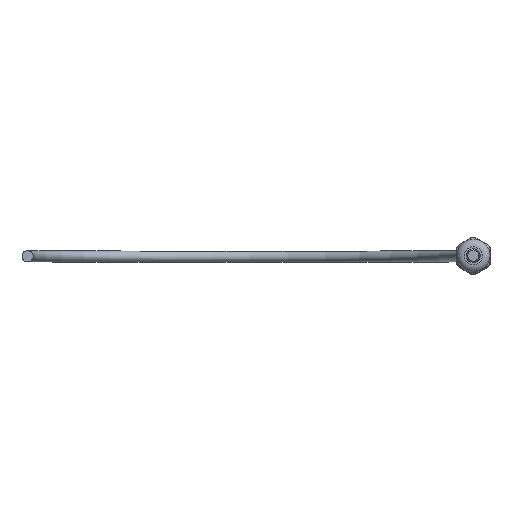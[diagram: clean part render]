
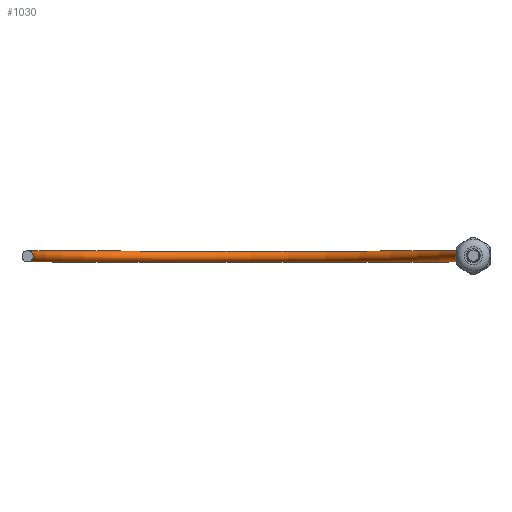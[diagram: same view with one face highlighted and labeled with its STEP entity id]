
A CAD part, top view. The second image highlights one B-rep face of the part: STEP entity #1030.
In plain terms, the highlighted toroidal (fillet/blend) face has major radius 100 mm and minor radius 2.5 mm.
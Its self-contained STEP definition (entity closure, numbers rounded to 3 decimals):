
#251=FACE_OUTER_BOUND('',#322,.T.);
#322=EDGE_LOOP('',(#724,#725,#726,#727));
#404=CIRCLE('',#1143,2.5);
#405=CIRCLE('',#1144,97.5);
#406=CIRCLE('',#1145,2.5);
#480=VERTEX_POINT('',#1670);
#481=VERTEX_POINT('',#1672);
#574=EDGE_CURVE('',#480,#480,#404,.T.);
#575=EDGE_CURVE('',#480,#481,#405,.T.);
#576=EDGE_CURVE('',#481,#481,#406,.T.);
#724=ORIENTED_EDGE('',*,*,#574,.F.);
#725=ORIENTED_EDGE('',*,*,#575,.T.);
#726=ORIENTED_EDGE('',*,*,#576,.F.);
#727=ORIENTED_EDGE('',*,*,#575,.F.);
#1024=TOROIDAL_SURFACE('',#1142,100.,2.5);
#1030=ADVANCED_FACE('',(#251),#1024,.T.);
#1142=AXIS2_PLACEMENT_3D('',#1669,#1304,#1305);
#1143=AXIS2_PLACEMENT_3D('',#1671,#1306,#1307);
#1144=AXIS2_PLACEMENT_3D('',#1673,#1308,#1309);
#1145=AXIS2_PLACEMENT_3D('',#1674,#1310,#1311);
#1304=DIRECTION('center_axis',(0.,0.,-1.));
#1305=DIRECTION('ref_axis',(-1.,0.,0.));
#1306=DIRECTION('center_axis',(0.,1.,0.));
#1307=DIRECTION('ref_axis',(-1.,0.,0.));
#1308=DIRECTION('center_axis',(0.,0.,1.));
#1309=DIRECTION('ref_axis',(-1.,0.,0.));
#1310=DIRECTION('center_axis',(0.,1.,0.));
#1311=DIRECTION('ref_axis',(1.,0.,0.));
#1669=CARTESIAN_POINT('Origin',(-100.,0.,0.));
#1670=CARTESIAN_POINT('',(-197.5,0.,0.));
#1671=CARTESIAN_POINT('Origin',(-200.,0.,0.));
#1672=CARTESIAN_POINT('',(-2.5,0.,0.));
#1673=CARTESIAN_POINT('Origin',(-100.,0.,0.));
#1674=CARTESIAN_POINT('Origin',(0.,0.,0.));
